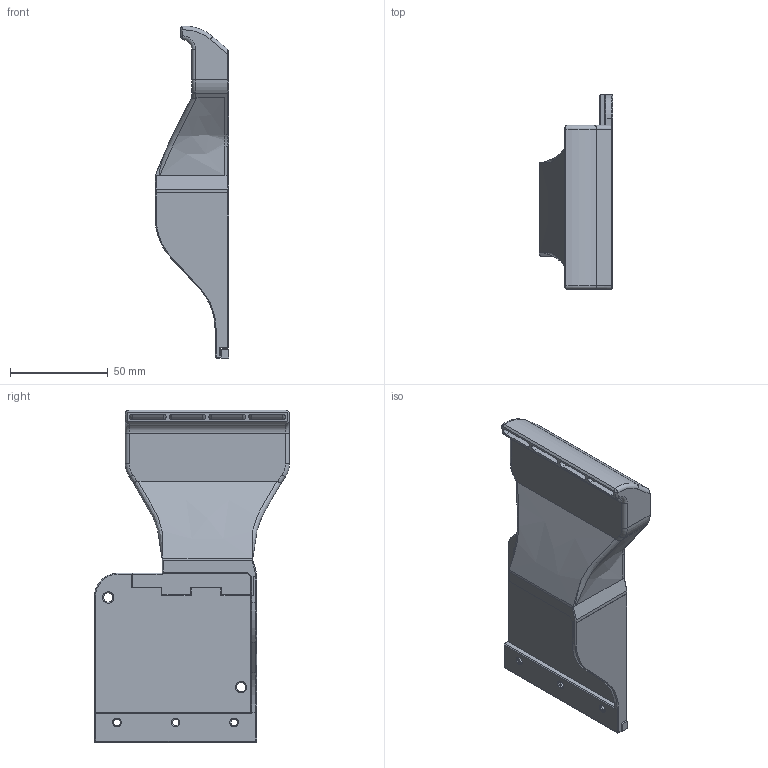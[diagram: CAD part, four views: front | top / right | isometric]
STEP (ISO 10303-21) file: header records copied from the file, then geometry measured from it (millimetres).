
FILE_DESCRIPTION(/* description */ (''),/* implementation_level */ '2;1');
FILE_NAME(/* name */ '7530 2 Part v3.step',/* time_stamp */ '2023-05-21T09:08:56+02:00',/* author */ (''),/* organization */ (''),/* preprocessor_version */ 'ST-DEVELOPER v19.2',/* originating_system */ 'Autodesk Translation Framework v12.4.0.73',/* authorisation */ '');
FILE_SCHEMA (('AUTOMOTIVE_DESIGN { 1 0 10303 214 3 1 1 }'));
Length unit declared in the file: millimetre
Products named in the file (3): 7530 2 Part; Shroud_Bottom; Shroud_Top
Assembly tree (2 placements, depth 2):
  7530 2 Part
    Shroud_Bottom
    Shroud_Top
Bounding box: 37.6 x 99.75 x 169.98 mm (x, y, z)
Volume: 76338.6 mm3; surface area: 60755 mm2
Topology: 3 solids, 3 shells, 473 faces, 1283 edges, 806 vertices
Faces by surface type: plane 311, cylinder 68, torus 37, bspline 34, cone 23
Full cylindrical faces by diameter (mm): 3.4 x3, 4.8 x5
Entity records: 17665 total; most frequent: CARTESIAN_POINT 5694, ORIENTED_EDGE 2566, DIRECTION 2260, EDGE_CURVE 1283, LINE 970, VECTOR 970, VERTEX_POINT 806, AXIS2_PLACEMENT_3D 645
